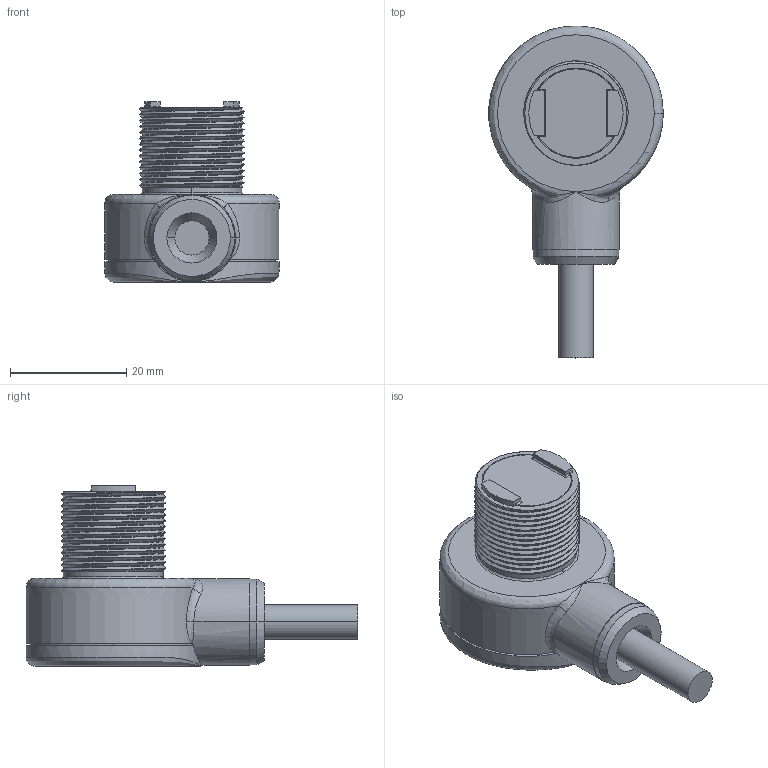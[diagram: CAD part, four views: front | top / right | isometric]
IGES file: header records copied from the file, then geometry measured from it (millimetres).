
Start section:  PTC IGES file: 155312.igs
Global section: file name: 155312.igs; native system: Pro/ENGINEER by Parametric Technology Corporation; preprocessor: 2009141; author: banengservice; organization: Unknown; date: 20101203.083923; units: inch
Bounding box: 30.05 x 57.2 x 31.16 mm (x, y, z)
Volume: 7073.3 mm3; surface area: 10543.1 mm2
Topology: 3 solids, 4 shells, 310 faces, 784 edges, 494 vertices
Faces by surface type: revolution 168, bspline 142
